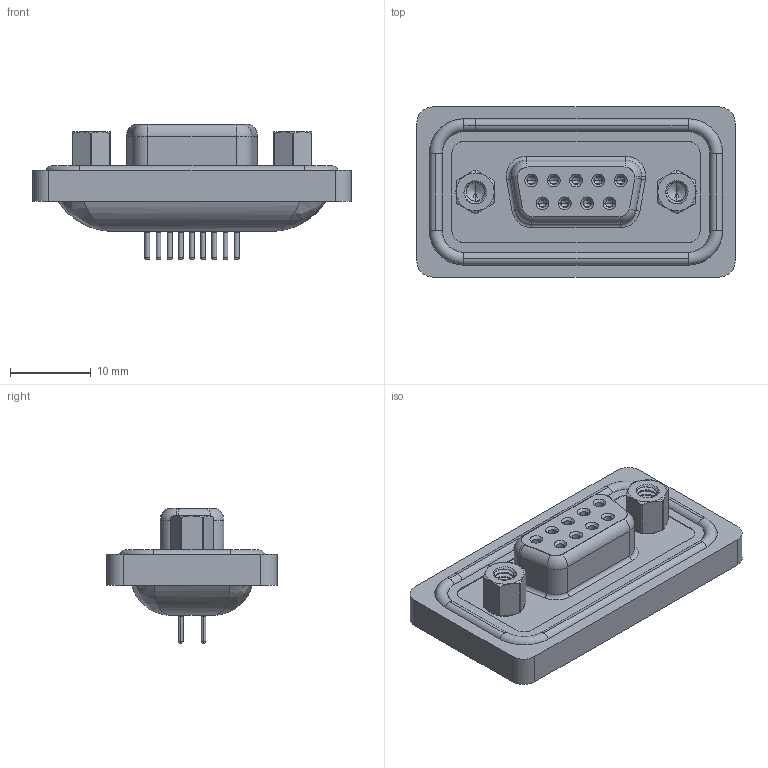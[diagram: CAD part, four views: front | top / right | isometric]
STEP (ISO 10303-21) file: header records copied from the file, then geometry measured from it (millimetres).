
FILE_DESCRIPTION (( 'STEP AP203' ), '1' );
FILE_NAME ('628-W09-320-012.STEP', '2021-04-06T14:39:22', ( '' ), ( '' ), 'SwSTEP 2.0', 'SolidWorks 2020', '' );
FILE_SCHEMA (( 'CONFIG_CONTROL_DESIGN' ));
Length unit declared in the file: millimetre
Products named in the file (8): 628W 4-40 Threaded Rivet; 628W Contact Row 2_20; 628W Housing_09 Contacts; 628W Contact Row 1_20; 628W 4-40 Hex Standoff; 628W Shell Front_09 Contacts; 628W Waterproof Housing_09 Contacts; 628-W09-320-012
Assembly tree (16 placements, depth 2):
  628-W09-320-012
    628W Housing_09 Contacts
    628W Shell Front_09 Contacts
    628W Contact Row 1_20  x5
    628W Contact Row 2_20  x4
    628W 4-40 Threaded Rivet  x2
    628W Waterproof Housing_09 Contacts
    628W 4-40 Hex Standoff  x2
Bounding box: 39.5 x 21.1 x 16.85 mm (x, y, z)
Volume: 5030.4 mm3; surface area: 7418.7 mm2
Topology: 17 solids, 17 shells, 936 faces, 2276 edges, 1421 vertices
Faces by surface type: cylinder 409, plane 236, torus 176, cone 93, bspline 22
Entity records: 21482 total; most frequent: CARTESIAN_POINT 7414, DIRECTION 2875, ORIENTED_EDGE 2648, EDGE_CURVE 1324, AXIS2_PLACEMENT_3D 1190, VERTEX_POINT 843, CIRCLE 639, EDGE_LOOP 639
